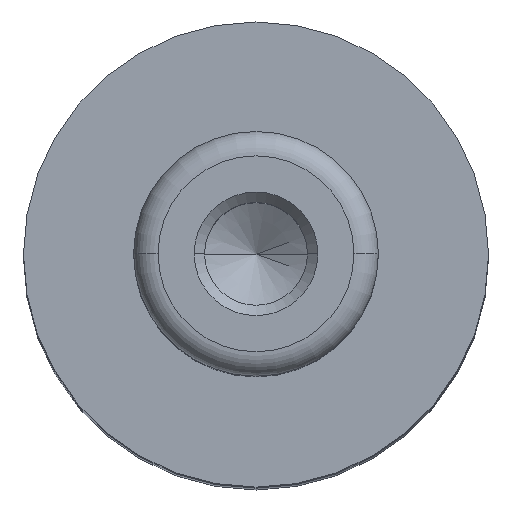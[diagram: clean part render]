
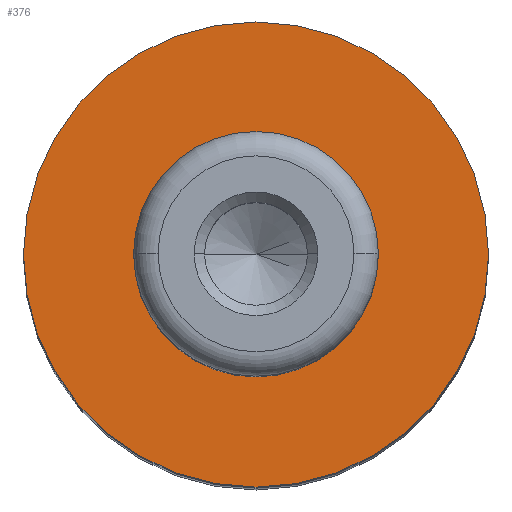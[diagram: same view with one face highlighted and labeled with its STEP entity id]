
A CAD part, top view. The second image highlights one B-rep face of the part: STEP entity #376.
In plain terms, the highlighted planar face has unit normal (0, 0, 1).
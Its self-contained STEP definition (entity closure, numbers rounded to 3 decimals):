
#5 = DIRECTION ( 'NONE',  ( 0., 0., -1. ) ) ;
#21 = ORIENTED_EDGE ( 'NONE', *, *, #594, .T. ) ;
#62 = CARTESIAN_POINT ( 'NONE',  ( -5., 0., 68. ) ) ;
#161 = CIRCLE ( 'NONE', #1067, 9.5 ) ;
#164 = EDGE_CURVE ( 'NONE', #761, #475, #785, .T. ) ;
#169 = DIRECTION ( 'NONE',  ( 0., 0., -1. ) ) ;
#183 = ORIENTED_EDGE ( 'NONE', *, *, #164, .T. ) ;
#209 = CARTESIAN_POINT ( 'NONE',  ( 0., 0., 68. ) ) ;
#232 = DIRECTION ( 'NONE',  ( 0., 0., -1. ) ) ;
#257 = CIRCLE ( 'NONE', #1047, 9.5 ) ;
#268 = ORIENTED_EDGE ( 'NONE', *, *, #359, .F. ) ;
#294 = DIRECTION ( 'NONE',  ( -1., 0., 0. ) ) ;
#319 = DIRECTION ( 'NONE',  ( 1., 0., 0. ) ) ;
#359 = EDGE_CURVE ( 'NONE', #378, #866, #161, .T. ) ;
#376 = ADVANCED_FACE ( 'NONE', ( #619, #1114 ), #771, .T. ) ;
#378 = VERTEX_POINT ( 'NONE', #673 ) ;
#420 = AXIS2_PLACEMENT_3D ( 'NONE', #528, #5, #617 ) ;
#435 = CARTESIAN_POINT ( 'NONE',  ( 9.5, 0., 68. ) ) ;
#437 = AXIS2_PLACEMENT_3D ( 'NONE', #62, #864, #319 ) ;
#475 = VERTEX_POINT ( 'NONE', #1048 ) ;
#514 = EDGE_CURVE ( 'NONE', #866, #378, #257, .T. ) ;
#525 = AXIS2_PLACEMENT_3D ( 'NONE', #209, #832, #294 ) ;
#528 = CARTESIAN_POINT ( 'NONE',  ( 0., 0., 68. ) ) ;
#592 = ORIENTED_EDGE ( 'NONE', *, *, #514, .F. ) ;
#594 = EDGE_CURVE ( 'NONE', #475, #761, #1092, .T. ) ;
#617 = DIRECTION ( 'NONE',  ( -1., 0., 0. ) ) ;
#619 = FACE_BOUND ( 'NONE', #994, .T. ) ;
#673 = CARTESIAN_POINT ( 'NONE',  ( -9.5, 0., 68. ) ) ;
#690 = CARTESIAN_POINT ( 'NONE',  ( 0., 0., 68. ) ) ;
#761 = VERTEX_POINT ( 'NONE', #1153 ) ;
#765 = CARTESIAN_POINT ( 'NONE',  ( 0., 0., 68. ) ) ;
#771 = PLANE ( 'NONE',  #437 ) ;
#785 = CIRCLE ( 'NONE', #525, 5. ) ;
#795 = DIRECTION ( 'NONE',  ( -1., 0., 0. ) ) ;
#832 = DIRECTION ( 'NONE',  ( 0., 0., -1. ) ) ;
#862 = DIRECTION ( 'NONE',  ( -1., 0., 0. ) ) ;
#864 = DIRECTION ( 'NONE',  ( 0., 0., 1. ) ) ;
#866 = VERTEX_POINT ( 'NONE', #435 ) ;
#934 = EDGE_LOOP ( 'NONE', ( #268, #592 ) ) ;
#994 = EDGE_LOOP ( 'NONE', ( #183, #21 ) ) ;
#1047 = AXIS2_PLACEMENT_3D ( 'NONE', #690, #169, #795 ) ;
#1048 = CARTESIAN_POINT ( 'NONE',  ( 5., 0., 68. ) ) ;
#1067 = AXIS2_PLACEMENT_3D ( 'NONE', #765, #232, #862 ) ;
#1092 = CIRCLE ( 'NONE', #420, 5. ) ;
#1114 = FACE_OUTER_BOUND ( 'NONE', #934, .T. ) ;
#1153 = CARTESIAN_POINT ( 'NONE',  ( -5., 0., 68. ) ) ;
